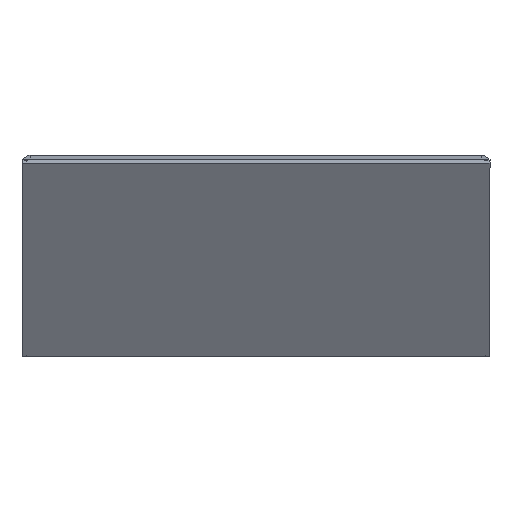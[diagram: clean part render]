
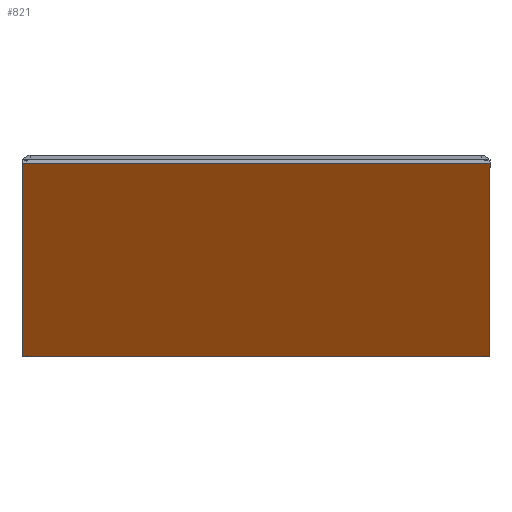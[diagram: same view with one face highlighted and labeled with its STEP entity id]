
A CAD part, front view. The second image highlights one B-rep face of the part: STEP entity #821.
In plain terms, the highlighted planar face has unit normal (0, -0.258, -0.966).
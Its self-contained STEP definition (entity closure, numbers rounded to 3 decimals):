
#76=FACE_OUTER_BOUND('',#119,.T.);
#119=EDGE_LOOP('',(#553,#554,#555,#556));
#175=LINE('',#1145,#257);
#181=LINE('',#1157,#263);
#186=LINE('',#1167,#268);
#189=LINE('',#1172,#271);
#257=VECTOR('',#935,102.);
#263=VECTOR('',#943,163.);
#268=VECTOR('',#950,102.);
#271=VECTOR('',#955,163.);
#339=VERTEX_POINT('',#1143);
#340=VERTEX_POINT('',#1144);
#345=VERTEX_POINT('',#1156);
#349=VERTEX_POINT('',#1166);
#405=EDGE_CURVE('',#339,#340,#175,.T.);
#411=EDGE_CURVE('',#340,#345,#181,.T.);
#416=EDGE_CURVE('',#345,#349,#186,.T.);
#419=EDGE_CURVE('',#349,#339,#189,.T.);
#553=ORIENTED_EDGE('',*,*,#405,.F.);
#554=ORIENTED_EDGE('',*,*,#419,.F.);
#555=ORIENTED_EDGE('',*,*,#416,.F.);
#556=ORIENTED_EDGE('',*,*,#411,.F.);
#736=PLANE('',#877);
#821=ADVANCED_FACE('',(#76),#736,.T.);
#877=AXIS2_PLACEMENT_3D('',#1197,#975,#976);
#935=DIRECTION('',(-1.,0.,0.));
#943=DIRECTION('',(0.,-0.966,0.258));
#950=DIRECTION('',(1.,0.,0.));
#955=DIRECTION('',(0.,0.966,-0.258));
#975=DIRECTION('center_axis',(0.,-0.258,
-0.966));
#976=DIRECTION('ref_axis',(-1.,0.,0.));
#1143=CARTESIAN_POINT('',(51.,-88.707,-22.533));
#1144=CARTESIAN_POINT('',(-51.,-88.707,-22.533));
#1145=CARTESIAN_POINT('',(-51.,-88.707,-22.533));
#1156=CARTESIAN_POINT('',(-51.,-246.17,19.591));
#1157=CARTESIAN_POINT('',(-51.,-246.17,19.591));
#1166=CARTESIAN_POINT('',(51.,-246.17,19.591));
#1167=CARTESIAN_POINT('',(51.,-246.17,19.591));
#1172=CARTESIAN_POINT('',(51.,-88.707,-22.533));
#1197=CARTESIAN_POINT('Origin',(0.,-167.438,-1.471));
